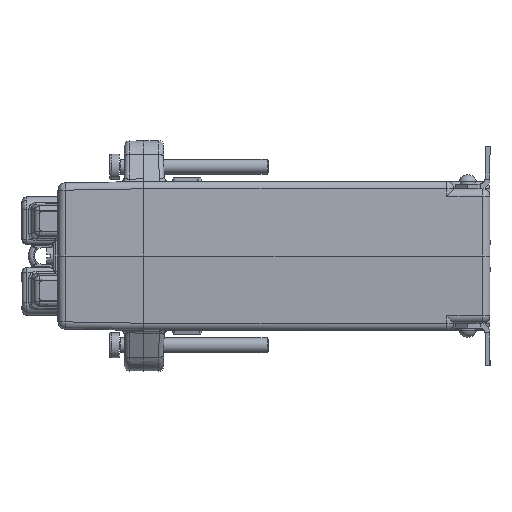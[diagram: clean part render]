
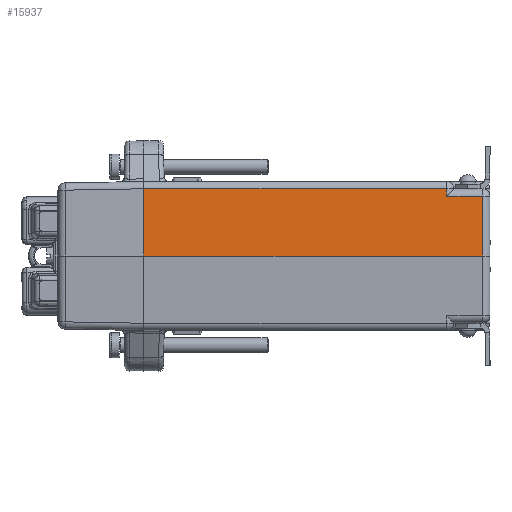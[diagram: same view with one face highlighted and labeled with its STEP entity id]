
A CAD part, left-side view. The second image highlights one B-rep face of the part: STEP entity #15937.
In plain terms, the highlighted planar face has unit normal (-1, 0, 0.026).
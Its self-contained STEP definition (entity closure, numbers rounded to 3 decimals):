
#1011 = VERTEX_POINT ( 'NONE', #29515 ) ;
#1013 = VERTEX_POINT ( 'NONE', #29516 ) ;
#1017 = VERTEX_POINT ( 'NONE', #29518 ) ;
#1031 = VERTEX_POINT ( 'NONE', #29526 ) ;
#1033 = VERTEX_POINT ( 'NONE', #29527 ) ;
#1035 = VERTEX_POINT ( 'NONE', #29528 ) ;
#14683 = EDGE_CURVE ( 'NONE', #1017, #1031, #50900, .T. ) ;
#14688 = EDGE_CURVE ( 'NONE', #1033, #1035, #50910, .T. ) ;
#14690 = EDGE_CURVE ( 'NONE', #1031, #1033, #50906, .T. ) ;
#14698 = EDGE_CURVE ( 'NONE', #1035, #1011, #50923, .T. ) ;
#15032 = EDGE_CURVE ( 'NONE', #1011, #1013, #51337, .T. ) ;
#15040 = EDGE_CURVE ( 'NONE', #1013, #1017, #51349, .T. ) ;
#15937 = ADVANCED_FACE ( 'NONE', ( #59278 ), #63908, .T. ) ;
#19116 = EDGE_LOOP ( 'NONE', ( #29602, #29603, #29604, #29605, #29606, #29607 ) ) ;
#29515 = CARTESIAN_POINT ( 'NONE',  ( -115., -83., 0. ) ) ;
#29516 = CARTESIAN_POINT ( 'NONE',  ( -114.369, -83., 24.079 ) ) ;
#29518 = CARTESIAN_POINT ( 'NONE',  ( -114.369, -68.578, 24.079 ) ) ;
#29526 = CARTESIAN_POINT ( 'NONE',  ( -114.291, -68.499, 27.079 ) ) ;
#29527 = CARTESIAN_POINT ( 'NONE',  ( -114.291, 53.5, 27.079 ) ) ;
#29528 = CARTESIAN_POINT ( 'NONE',  ( -115., 53.5, 0. ) ) ;
#29602 = ORIENTED_EDGE ( 'NONE', *, *, #14683, .T. ) ;
#29603 = ORIENTED_EDGE ( 'NONE', *, *, #14690, .T. ) ;
#29604 = ORIENTED_EDGE ( 'NONE', *, *, #14688, .T. ) ;
#29605 = ORIENTED_EDGE ( 'NONE', *, *, #14698, .T. ) ;
#29606 = ORIENTED_EDGE ( 'NONE', *, *, #15032, .T. ) ;
#29607 = ORIENTED_EDGE ( 'NONE', *, *, #15040, .T. ) ;
#45201 = AXIS2_PLACEMENT_3D ( 'NONE', #63903, #63911, #63912 ) ;
#47258 = CARTESIAN_POINT ( 'NONE',  ( -115.106, -69.314, -4.036 ) ) ;
#47266 = DIRECTION ( 'NONE',  ( 0.026, 0.026, 0.999 ) ) ;
#47276 = CARTESIAN_POINT ( 'NONE',  ( -114.921, 53.5, 3.009 ) ) ;
#47277 = DIRECTION ( 'NONE',  ( -0.026, 0., -1. ) ) ;
#47280 = CARTESIAN_POINT ( 'NONE',  ( -114.291, 53.5, 27.079 ) ) ;
#47281 = DIRECTION ( 'NONE',  ( 0., 1., 0. ) ) ;
#47290 = CARTESIAN_POINT ( 'NONE',  ( -115., -223.531, 0. ) ) ;
#47303 = DIRECTION ( 'NONE',  ( 0., -1., 0. ) ) ;
#50894 = VECTOR ( 'NONE', #47266, 1000. ) ;
#50898 = VECTOR ( 'NONE', #47303, 1000. ) ;
#50900 = LINE ( 'NONE', #47258, #50894 ) ;
#50906 = LINE ( 'NONE', #47280, #50907 ) ;
#50907 = VECTOR ( 'NONE', #47281, 1000. ) ;
#50910 = LINE ( 'NONE', #47276, #50911 ) ;
#50911 = VECTOR ( 'NONE', #47277, 1000. ) ;
#50923 = LINE ( 'NONE', #47290, #50898 ) ;
#51337 = LINE ( 'NONE', #52941, #51341 ) ;
#51341 = VECTOR ( 'NONE', #52942, 1000. ) ;
#51349 = LINE ( 'NONE', #52961, #51350 ) ;
#51350 = VECTOR ( 'NONE', #52962, 1000. ) ;
#52941 = CARTESIAN_POINT ( 'NONE',  ( -115., -83., 0. ) ) ;
#52942 = DIRECTION ( 'NONE',  ( 0.026, 0., 1. ) ) ;
#52961 = CARTESIAN_POINT ( 'NONE',  ( -114.369, -223.531, 24.079 ) ) ;
#52962 = DIRECTION ( 'NONE',  ( 0., 1., 0. ) ) ;
#59278 = FACE_OUTER_BOUND ( 'NONE', #19116, .T. ) ;
#63903 = CARTESIAN_POINT ( 'NONE',  ( -115., -223.531, 0. ) ) ;
#63908 = PLANE ( 'NONE',  #45201 ) ;
#63911 = DIRECTION ( 'NONE',  ( -1., 0., 0.026 ) ) ;
#63912 = DIRECTION ( 'NONE',  ( 0.026, 0., 1. ) ) ;
